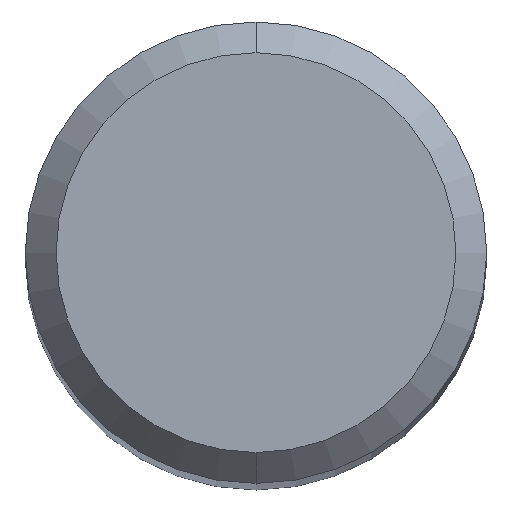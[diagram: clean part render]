
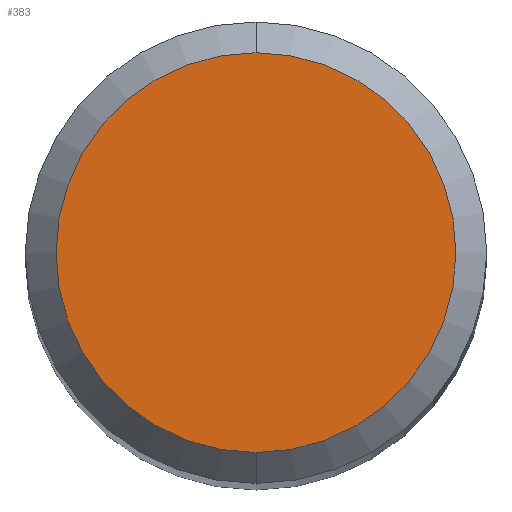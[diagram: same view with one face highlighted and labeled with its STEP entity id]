
A CAD part, top view. The second image highlights one B-rep face of the part: STEP entity #383.
In plain terms, the highlighted planar face has unit normal (0, 0, 1).
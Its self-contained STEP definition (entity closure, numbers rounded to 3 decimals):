
#383=ADVANCED_FACE('',(#985),#986,.T.);
#421=EDGE_CURVE('',#875,#629,#1026,.T.);
#629=VERTEX_POINT('',#1250);
#799=EDGE_CURVE('',#629,#875,#1439,.T.);
#875=VERTEX_POINT('',#1523);
#985=FACE_OUTER_BOUND('',#1919,.T.);
#986=PLANE('',#1920);
#1026=CIRCLE('',#2091,2.6);
#1250=CARTESIAN_POINT('',(0.,-2.6,0.0));
#1439=CIRCLE('',#7063,2.6);
#1523=CARTESIAN_POINT('',(0.0,2.6,0.0));
#1919=EDGE_LOOP('',(#7529,#7530));
#1920=AXIS2_PLACEMENT_3D('',#7531,#7532,#7533);
#2091=AXIS2_PLACEMENT_3D('',#7559,#7560,#7561);
#7063=AXIS2_PLACEMENT_3D('',#8021,#8022,#8023);
#7529=ORIENTED_EDGE('',*,*,#421,.F.);
#7530=ORIENTED_EDGE('',*,*,#799,.F.);
#7531=CARTESIAN_POINT('',(0.0,1.3,0.0));
#7532=DIRECTION('',(-0.0,0.0,1.0));
#7533=DIRECTION('',(0.0,-1.0,0.0));
#7559=CARTESIAN_POINT('',(0.0,0.0,0.0));
#7560=DIRECTION('',(0.0,0.0,-1.0));
#7561=DIRECTION('',(0.0,1.0,0.0));
#8021=CARTESIAN_POINT('',(0.0,0.0,0.0));
#8022=DIRECTION('',(0.0,0.0,-1.0));
#8023=DIRECTION('',(0.0,1.0,0.0));
